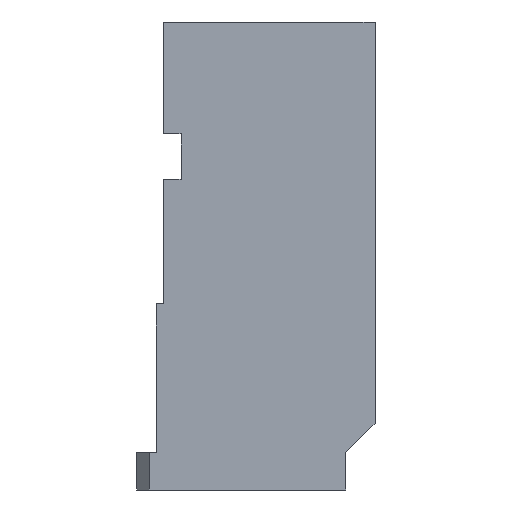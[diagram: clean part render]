
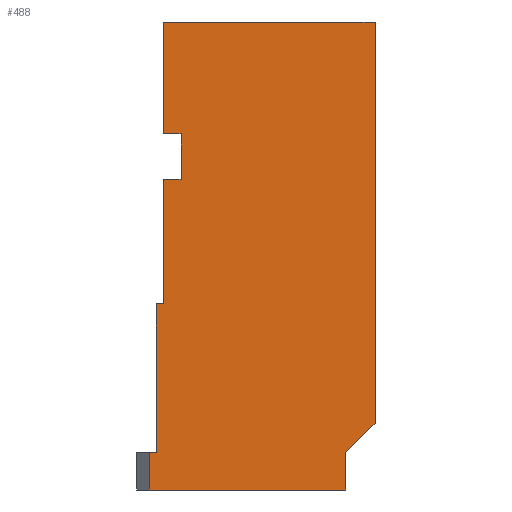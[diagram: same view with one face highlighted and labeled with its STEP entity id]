
A CAD part, left-side view. The second image highlights one B-rep face of the part: STEP entity #488.
In plain terms, the highlighted planar face has unit normal (-1, 0, 0).
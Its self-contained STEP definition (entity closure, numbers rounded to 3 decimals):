
#369=CARTESIAN_POINT('',(58.,0.,0.));
#370=DIRECTION('',(-1.,0.,0.));
#371=DIRECTION('',(0.,-1.,0.));
#372=AXIS2_PLACEMENT_3D('',#369,#370,#371);
#373=PLANE('',#372);
#374=CARTESIAN_POINT('',(58.,-0.65,-16.));
#375=VERTEX_POINT('',#374);
#376=CARTESIAN_POINT('',(58.,3.55,-16.));
#377=VERTEX_POINT('',#376);
#378=CARTESIAN_POINT('',(58.,-0.65,-16.));
#379=DIRECTION('',(0.,1.,0.));
#380=VECTOR('',#379,4.2);
#381=LINE('',#378,#380);
#382=EDGE_CURVE('',#375,#377,#381,.T.);
#383=ORIENTED_EDGE('',*,*,#382,.T.);
#384=CARTESIAN_POINT('',(58.,3.55,-46.096));
#385=VERTEX_POINT('',#384);
#386=CARTESIAN_POINT('',(58.,3.55,-46.096));
#387=DIRECTION('',(0.,0.,1.));
#388=VECTOR('',#387,30.096);
#389=LINE('',#386,#388);
#390=EDGE_CURVE('',#385,#377,#389,.T.);
#391=ORIENTED_EDGE('',*,*,#390,.F.);
#392=CARTESIAN_POINT('',(58.,5.35,-46.096));
#393=VERTEX_POINT('',#392);
#394=CARTESIAN_POINT('',(58.,3.55,-46.096));
#395=DIRECTION('',(0.,1.,0.));
#396=VECTOR('',#395,1.8);
#397=LINE('',#394,#396);
#398=EDGE_CURVE('',#385,#393,#397,.T.);
#399=ORIENTED_EDGE('',*,*,#398,.T.);
#400=CARTESIAN_POINT('',(58.,5.35,-82.097));
#401=VERTEX_POINT('',#400);
#402=CARTESIAN_POINT('',(58.,5.35,-82.097));
#403=DIRECTION('',(0.,-0.,1.));
#404=VECTOR('',#403,36.);
#405=LINE('',#402,#404);
#406=EDGE_CURVE('',#401,#393,#405,.T.);
#407=ORIENTED_EDGE('',*,*,#406,.F.);
#408=CARTESIAN_POINT('',(58.,7.,-82.097));
#409=VERTEX_POINT('',#408);
#410=CARTESIAN_POINT('',(58.,7.,-82.097));
#411=DIRECTION('',(0.,-1.,0.));
#412=VECTOR('',#411,1.65);
#413=LINE('',#410,#412);
#414=EDGE_CURVE('',#409,#401,#413,.T.);
#415=ORIENTED_EDGE('',*,*,#414,.F.);
#416=CARTESIAN_POINT('',(58.,7.,-91.097));
#417=VERTEX_POINT('',#416);
#418=CARTESIAN_POINT('',(58.,7.,-82.097));
#419=DIRECTION('',(0.,0.,-1.));
#420=VECTOR('',#419,9.);
#421=LINE('',#418,#420);
#422=EDGE_CURVE('',#409,#417,#421,.T.);
#423=ORIENTED_EDGE('',*,*,#422,.T.);
#424=CARTESIAN_POINT('',(58.,-40.416,-91.097));
#425=VERTEX_POINT('',#424);
#426=CARTESIAN_POINT('',(58.,7.,-91.097));
#427=DIRECTION('',(0.,-1.,0.));
#428=VECTOR('',#427,47.416);
#429=LINE('',#426,#428);
#430=EDGE_CURVE('',#417,#425,#429,.T.);
#431=ORIENTED_EDGE('',*,*,#430,.T.);
#432=CARTESIAN_POINT('',(58.,-40.416,-82.096));
#433=VERTEX_POINT('',#432);
#434=CARTESIAN_POINT('',(58.,-40.416,-82.096));
#435=DIRECTION('',(0.,0.,-1.));
#436=VECTOR('',#435,9.001);
#437=LINE('',#434,#436);
#438=EDGE_CURVE('',#433,#425,#437,.T.);
#439=ORIENTED_EDGE('',*,*,#438,.F.);
#440=CARTESIAN_POINT('',(58.,-47.55,-74.962));
#441=VERTEX_POINT('',#440);
#442=CARTESIAN_POINT('',(58.,-40.416,-82.096));
#443=DIRECTION('',(-0.,-0.707,0.707));
#444=VECTOR('',#443,10.088);
#445=LINE('',#442,#444);
#446=EDGE_CURVE('',#433,#441,#445,.T.);
#447=ORIENTED_EDGE('',*,*,#446,.T.);
#448=CARTESIAN_POINT('',(58.,-47.55,22.05));
#449=VERTEX_POINT('',#448);
#450=CARTESIAN_POINT('',(58.,-47.55,22.05));
#451=DIRECTION('',(0.,-0.,-1.));
#452=VECTOR('',#451,97.012);
#453=LINE('',#450,#452);
#454=EDGE_CURVE('',#449,#441,#453,.T.);
#455=ORIENTED_EDGE('',*,*,#454,.F.);
#456=CARTESIAN_POINT('',(58.,3.55,22.05));
#457=VERTEX_POINT('',#456);
#458=CARTESIAN_POINT('',(58.,3.55,22.05));
#459=DIRECTION('',(0.,-1.,0.));
#460=VECTOR('',#459,51.1);
#461=LINE('',#458,#460);
#462=EDGE_CURVE('',#457,#449,#461,.T.);
#463=ORIENTED_EDGE('',*,*,#462,.F.);
#464=CARTESIAN_POINT('',(58.,3.55,-5.));
#465=VERTEX_POINT('',#464);
#466=CARTESIAN_POINT('',(58.,3.55,-5.));
#467=DIRECTION('',(0.,0.,1.));
#468=VECTOR('',#467,27.05);
#469=LINE('',#466,#468);
#470=EDGE_CURVE('',#465,#457,#469,.T.);
#471=ORIENTED_EDGE('',*,*,#470,.F.);
#472=CARTESIAN_POINT('',(58.,-0.65,-5.));
#473=VERTEX_POINT('',#472);
#474=CARTESIAN_POINT('',(58.,-0.65,-5.));
#475=DIRECTION('',(0.,1.,0.));
#476=VECTOR('',#475,4.2);
#477=LINE('',#474,#476);
#478=EDGE_CURVE('',#473,#465,#477,.T.);
#479=ORIENTED_EDGE('',*,*,#478,.F.);
#480=CARTESIAN_POINT('',(58.,-0.65,-5.));
#481=DIRECTION('',(0.,0.,-1.));
#482=VECTOR('',#481,11.);
#483=LINE('',#480,#482);
#484=EDGE_CURVE('',#473,#375,#483,.T.);
#485=ORIENTED_EDGE('',*,*,#484,.T.);
#486=EDGE_LOOP('',(#383,#391,#399,#407,#415,#423,#431,#439,#447,#455,#463,#471,#479,#485));
#487=FACE_BOUND('',#486,.T.);
#488=ADVANCED_FACE('',(#487),#373,.T.);
